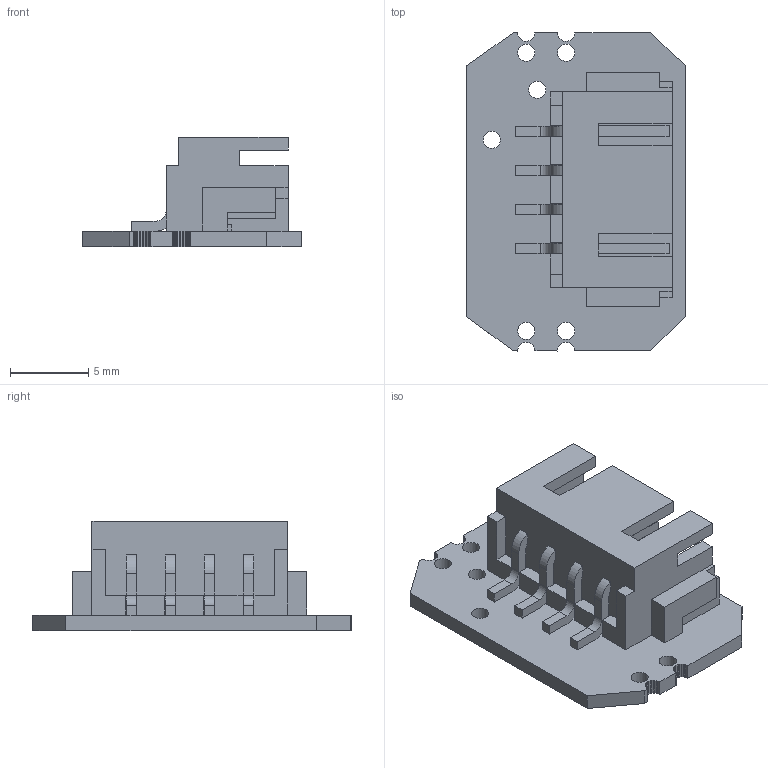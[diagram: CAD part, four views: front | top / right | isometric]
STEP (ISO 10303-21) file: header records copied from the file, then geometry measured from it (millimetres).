
FILE_DESCRIPTION(('for SolidWorks'),'2;1');
FILE_NAME('4P-RGB-Strip.step','2014-11-22T13:55:54',('Chris Hamilton'),( ''),'Open CASCADE STEP processor 6.6','Diptrace','Unknown');
FILE_SCHEMA(('AUTOMOTIVE_DESIGN { 1 0 10303 214 1 1 1 1 }'));
Length unit declared in the file: millimetre
Products named in the file (3): PCB; Board; Model_2
Assembly tree (2 placements, depth 2):
  PCB
    Board
    Model_2
Bounding box: 13.97 x 20.34 x 7 mm (x, y, z)
Volume: 263.3 mm3; surface area: 1350.2 mm2
Topology: 1 solids, 2 shells, 253 faces, 713 edges, 472 vertices
Faces by surface type: plane 229, cylinder 24
Full cylindrical faces by diameter (mm): 1.1 x8
Entity records: 9201 total; most frequent: CARTESIAN_POINT 1441, ORIENTED_EDGE 1426, DIRECTION 1273, EDGE_CURVE 713, LINE 665, VECTOR 665, VERTEX_POINT 472, AXIS2_PLACEMENT_3D 304
